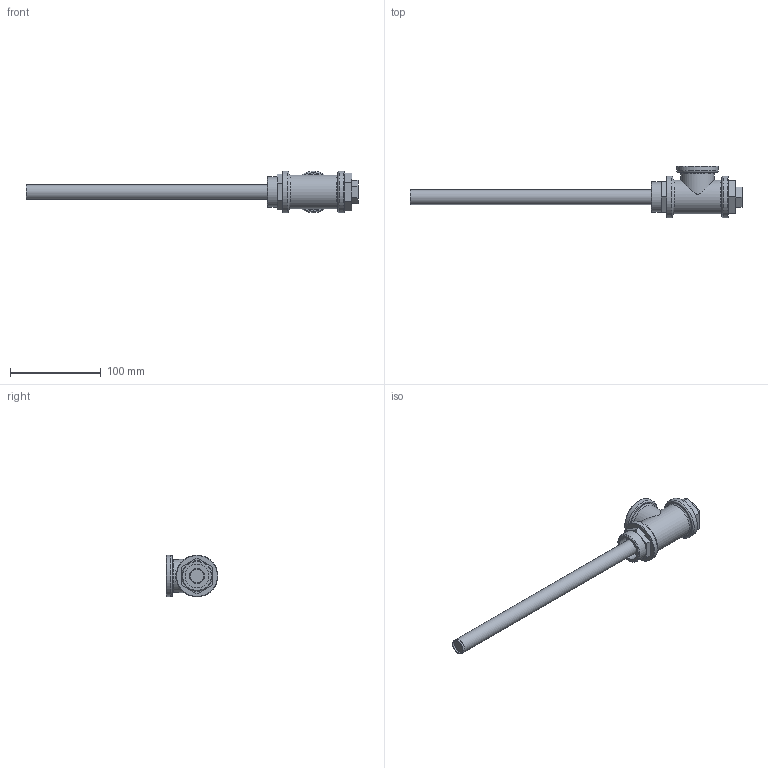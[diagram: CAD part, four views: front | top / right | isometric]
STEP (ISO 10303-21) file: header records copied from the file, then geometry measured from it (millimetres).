
FILE_DESCRIPTION(/* description */ (''),/* implementation_level */ '2;1');
FILE_NAME(/* name */ '3d_ExferroD80-100-9258350.stp',/* time_stamp */ '2018-10-15T09:29:34+02:00',/* author */ ('Andrzej'),/* organization */ (''),/* preprocessor_version */ 'ST-DEVELOPER v16.13',/* originating_system */ 'AutoCAD Mechanical',/* authorisation */ '');
FILE_SCHEMA (('AUTOMOTIVE_DESIGN { 1 0 10303 214 3 1 1 }'));
Length unit declared in the file: millimetre
Products named in the file (1): Product
Bounding box: 365 x 57 x 46 mm (x, y, z)
Volume: 127607.5 mm3; surface area: 48660 mm2
Topology: 1 solids, 2 shells, 55 faces, 110 edges, 71 vertices
Faces by surface type: plane 34, cylinder 11, torus 6, cone 4
Full cylindrical faces by diameter (mm): 15 x2, 16.5 x1, 26 x1, 33.7 x2, 36.5 x1, 37 x1, 45.5 x1, 46 x2
Entity records: 1451 total; most frequent: CARTESIAN_POINT 348, DIRECTION 228, ORIENTED_EDGE 172, EDGE_LOOP 88, AXIS2_PLACEMENT_3D 87, EDGE_CURVE 86, VERTEX_POINT 68, FACE_OUTER_BOUND 55
